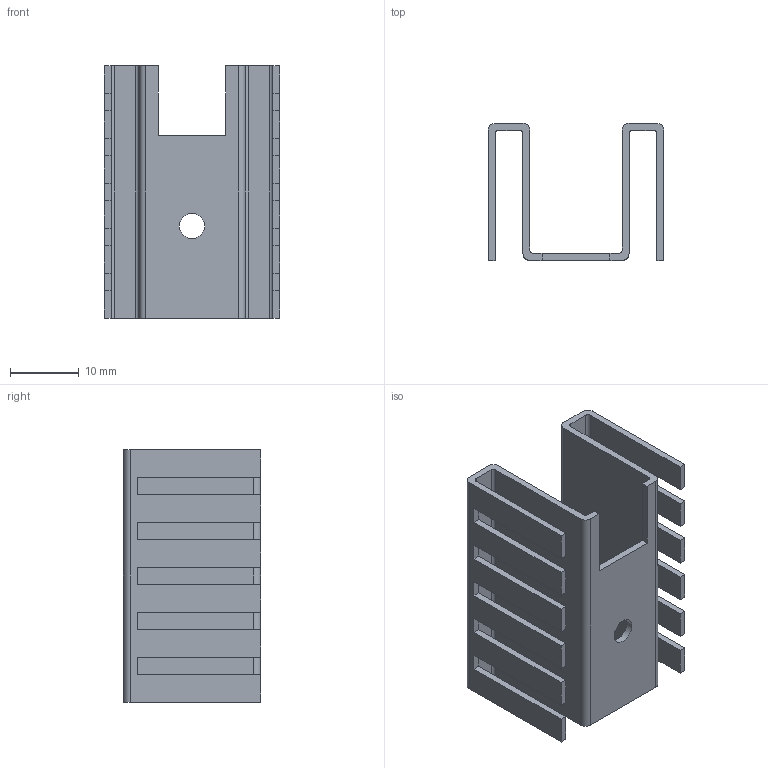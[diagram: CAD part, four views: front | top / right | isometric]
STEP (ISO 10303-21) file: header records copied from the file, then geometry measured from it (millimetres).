
FILE_DESCRIPTION(/* description */ (''),/* implementation_level */ '2;1');
FILE_NAME(/* name */ 'HSINK_AAVID-THERMALLOY_551002B00000G_v.stp',/* time_stamp */ '2016-04-22T12:52:30+02:00',/* author */ ('riccim'),/* organization */ ('SolidWorks'),/* preprocessor_version */ 'ST-DEVELOPER v15.5',/* originating_system */ 'AutoCAD Mechanical',/* authorisation */ ' ');
FILE_SCHEMA (('AUTOMOTIVE_DESIGN { 1 0 10303 214 3 1 1 }'));
Length unit declared in the file: millimetre
Products named in the file (1): Product
Bounding box: 25.56 x 19.99 x 36.83 mm (x, y, z)
Volume: 3142.3 mm3; surface area: 6880 mm2
Topology: 1 solids, 1 shells, 75 faces, 219 edges, 146 vertices
Faces by surface type: plane 62, cylinder 13
Full cylindrical faces by diameter (mm): 3.68 x1
Entity records: 2490 total; most frequent: CARTESIAN_POINT 440, ORIENTED_EDGE 436, DIRECTION 396, EDGE_CURVE 218, LINE 192, VECTOR 192, VERTEX_POINT 146, AXIS2_PLACEMENT_3D 102
